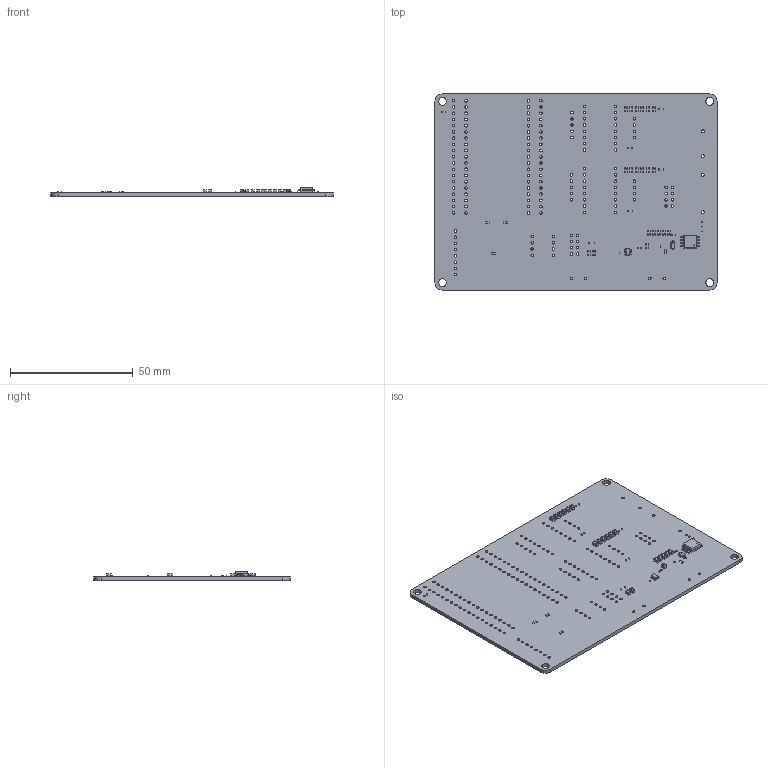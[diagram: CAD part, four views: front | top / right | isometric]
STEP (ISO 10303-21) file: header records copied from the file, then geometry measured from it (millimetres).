
FILE_DESCRIPTION(('KiCad electronic assembly'),'2;1');
FILE_NAME('stepperbalancerelektonics.step','2025-09-27T22:16:20',( 'Pcbnew'),('Kicad'),'Open CASCADE STEP processor 7.9', 'KiCad to STEP converter','Unknown');
FILE_SCHEMA(('AUTOMOTIVE_DESIGN { 1 0 10303 214 1 1 1 1 }'));
Length unit declared in the file: millimetre
Products named in the file (8): stepperbalancerelektonics 1; SOIC-8_5.3x5.3mm_P1.27mm; C_0201_0603Metric; C_0805_2012Metric; R_0603_1608Metric; D_SOD-123; TSOT-23-6; stepperbalancerelektonics_PCB
Assembly tree (49 placements, depth 2):
  stepperbalancerelektonics 1
    SOIC-8_5.3x5.3mm_P1.27mm
    C_0201_0603Metric  x21
    C_0805_2012Metric  x20
    R_0603_1608Metric  x4
    D_SOD-123
    TSOT-23-6
    stepperbalancerelektonics_PCB
Bounding box: 115 x 80 x 3.75 mm (x, y, z)
Volume: 13748.6 mm3; surface area: 19947.7 mm2
Topology: 49 solids, 49 shells, 1743 faces, 4578 edges, 3018 vertices
Faces by surface type: plane 941, cylinder 762, bspline 40
Full cylindrical faces by diameter (mm): 1 x124, 1.1 x38, 1.2 x4, 3.2 x4
Entity records: 22634 total; most frequent: CARTESIAN_POINT 3383, DIRECTION 3214, ORIENTED_EDGE 3131, EDGE_CURVE 1566, AXIS2_PLACEMENT_3D 1125, VERTEX_POINT 1014, LINE 964, VECTOR 964
